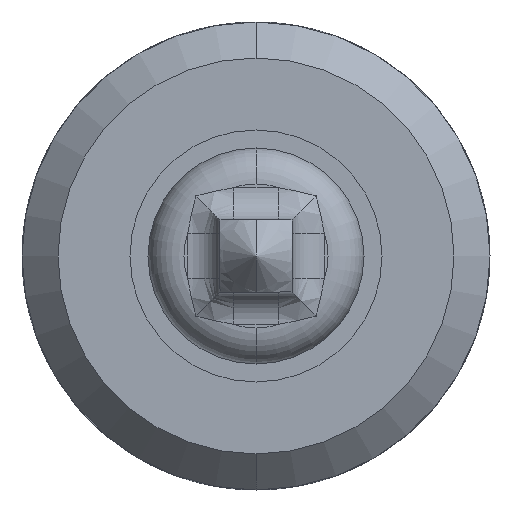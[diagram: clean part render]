
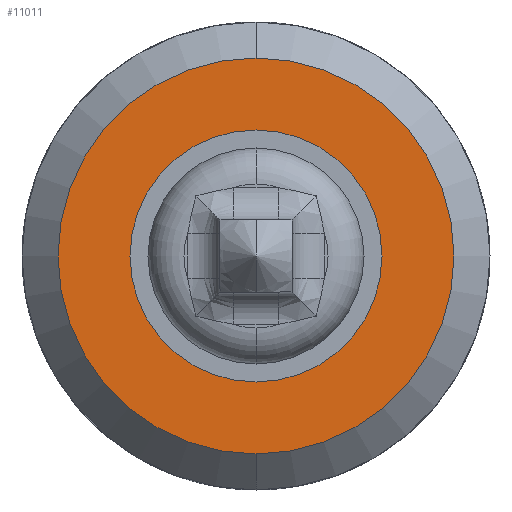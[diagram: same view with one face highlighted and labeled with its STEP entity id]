
A CAD part, front view. The second image highlights one B-rep face of the part: STEP entity #11011.
In plain terms, the highlighted planar face has unit normal (0, -1, 0).
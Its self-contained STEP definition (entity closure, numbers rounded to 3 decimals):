
#47 = FACE_BOUND ( 'NONE', #8029, .T. ) ;
#1129 = DIRECTION ( 'NONE',  ( 0., 1., 0. ) ) ;
#1496 = EDGE_LOOP ( 'NONE', ( #1799, #9624 ) ) ;
#1713 = ORIENTED_EDGE ( 'NONE', *, *, #9727, .T. ) ;
#1799 = ORIENTED_EDGE ( 'NONE', *, *, #3471, .T. ) ;
#1996 = PLANE ( 'NONE',  #2554 ) ;
#2050 = DIRECTION ( 'NONE',  ( 0., 0., -1. ) ) ;
#2081 = VERTEX_POINT ( 'NONE', #4337 ) ;
#2119 = CIRCLE ( 'NONE', #7222, 2.75 ) ;
#2154 = CARTESIAN_POINT ( 'NONE',  ( -3.25, 6.3, 0. ) ) ;
#2195 = VERTEX_POINT ( 'NONE', #2817 ) ;
#2554 = AXIS2_PLACEMENT_3D ( 'NONE', #2154, #11147, #9410 ) ;
#2583 = AXIS2_PLACEMENT_3D ( 'NONE', #11700, #7969, #9782 ) ;
#2817 = CARTESIAN_POINT ( 'NONE',  ( 0., 6.3, -2.75 ) ) ;
#3031 = DIRECTION ( 'NONE',  ( 0., -1., 0. ) ) ;
#3471 = EDGE_CURVE ( 'Defeature ausgef�hrt1_164+Defeature ausgef�hrt1_166+Defeature ausgef�hrt1_166+Defeature ausgef�hrt1_166', #5705, #2195, #4215, .T. ) ;
#4215 = CIRCLE ( 'NONE', #9708, 2.75 ) ;
#4337 = CARTESIAN_POINT ( 'NONE',  ( 0., 6.3, 0.9 ) ) ;
#4469 = DIRECTION ( 'NONE',  ( 0., -1., 0. ) ) ;
#4555 = CARTESIAN_POINT ( 'NONE',  ( 0., 6.3, 0. ) ) ;
#5074 = ORIENTED_EDGE ( 'NONE', *, *, #10366, .T. ) ;
#5245 = CIRCLE ( 'NONE', #2583, 0.9 ) ;
#5705 = VERTEX_POINT ( 'NONE', #6575 ) ;
#5728 = CARTESIAN_POINT ( 'NONE',  ( 0., 6.3, 0. ) ) ;
#5809 = AXIS2_PLACEMENT_3D ( 'NONE', #10170, #1129, #9320 ) ;
#6575 = CARTESIAN_POINT ( 'NONE',  ( 0., 6.3, 2.75 ) ) ;
#6888 = CARTESIAN_POINT ( 'NONE',  ( 0., 6.3, -0.9 ) ) ;
#7222 = AXIS2_PLACEMENT_3D ( 'NONE', #5728, #3031, #2050 ) ;
#7912 = EDGE_CURVE ( 'Defeature ausgef�hrt1_164+Defeature ausgef�hrt1_166+Defeature ausgef�hrt1_166+Defeature ausgef�hrt1_166', #2195, #5705, #2119, .T. ) ;
#7969 = DIRECTION ( 'NONE',  ( 0., 1., 0. ) ) ;
#8029 = EDGE_LOOP ( 'NONE', ( #5074, #1713 ) ) ;
#8337 = FACE_OUTER_BOUND ( 'NONE', #1496, .T. ) ;
#8923 = DIRECTION ( 'NONE',  ( 0., 0., -1. ) ) ;
#9067 = CIRCLE ( 'NONE', #5809, 0.9 ) ;
#9232 = VERTEX_POINT ( 'NONE', #6888 ) ;
#9320 = DIRECTION ( 'NONE',  ( 0., 0., 1. ) ) ;
#9410 = DIRECTION ( 'NONE',  ( 0., 0., -1. ) ) ;
#9624 = ORIENTED_EDGE ( 'NONE', *, *, #7912, .T. ) ;
#9708 = AXIS2_PLACEMENT_3D ( 'NONE', #4555, #4469, #8923 ) ;
#9727 = EDGE_CURVE ( 'Defeature ausgef�hrt1_164+Defeature ausgef�hrt1_27+Defeature ausgef�hrt1_27+Defeature ausgef�hrt1_27', #9232, #2081, #5245, .T. ) ;
#9782 = DIRECTION ( 'NONE',  ( 0., 0., 1. ) ) ;
#10170 = CARTESIAN_POINT ( 'NONE',  ( 0., 6.3, 0. ) ) ;
#10366 = EDGE_CURVE ( 'Defeature ausgef�hrt1_164+Defeature ausgef�hrt1_27+Defeature ausgef�hrt1_27+Defeature ausgef�hrt1_27', #2081, #9232, #9067, .T. ) ;
#11011 = ADVANCED_FACE ( 'Defeature ausgef�hrt1_164', ( #8337, #47 ), #1996, .T. ) ;
#11147 = DIRECTION ( 'NONE',  ( 0., -1., 0. ) ) ;
#11700 = CARTESIAN_POINT ( 'NONE',  ( 0., 6.3, 0. ) ) ;
